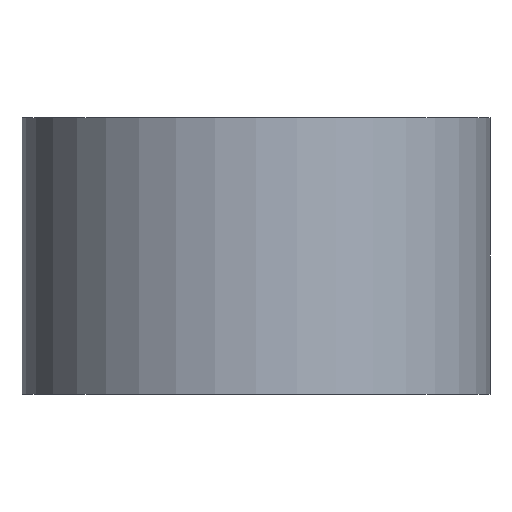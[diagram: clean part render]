
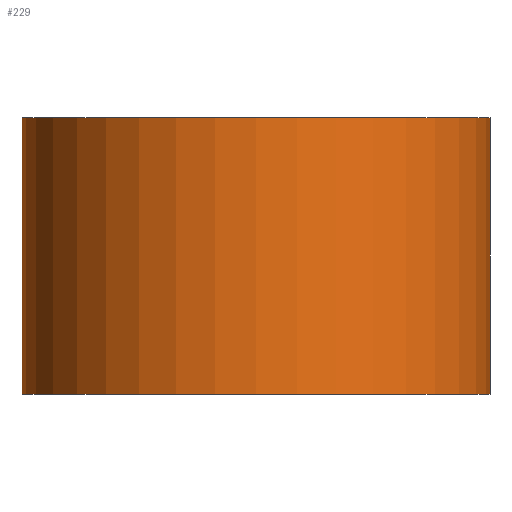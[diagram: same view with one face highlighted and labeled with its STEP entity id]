
A CAD part, front view. The second image highlights one B-rep face of the part: STEP entity #229.
In plain terms, the highlighted cylindrical face has radius 25.4 mm (diameter 50.8 mm), a full revolution.
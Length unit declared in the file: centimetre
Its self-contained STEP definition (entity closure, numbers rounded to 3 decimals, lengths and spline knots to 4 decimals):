
#52=VERTEX_POINT('',#372);
#54=VERTEX_POINT('',#377);
#72=CIRCLE('',#257,2.54);
#74=CIRCLE('',#260,2.54);
#92=EDGE_CURVE('',#52,#52,#72,.T.);
#94=EDGE_CURVE('',#54,#54,#74,.T.);
#122=ORIENTED_EDGE('',*,*,#92,.T.);
#123=ORIENTED_EDGE('',*,*,#94,.T.);
#162=EDGE_LOOP('',(#122));
#163=EDGE_LOOP('',(#123));
#202=FACE_BOUND('',#162,.T.);
#203=FACE_BOUND('',#163,.T.);
#229=ADVANCED_FACE('',(#202,#203),#398,.T.);
#257=AXIS2_PLACEMENT_3D('',#371,#309,#310);
#259=AXIS2_PLACEMENT_3D('',#375,#313,#314);
#260=AXIS2_PLACEMENT_3D('',#376,#315,#316);
#309=DIRECTION('',(0.,0.,-1.));
#310=DIRECTION('',(2.54,0.,0.));
#313=DIRECTION('',(0.,0.,1.));
#314=DIRECTION('',(2.54,0.,0.));
#315=DIRECTION('',(0.,0.,1.));
#316=DIRECTION('',(2.54,0.,0.));
#371=CARTESIAN_POINT('',(0.,0.,3.));
#372=CARTESIAN_POINT('',(2.54,0.,3.));
#375=CARTESIAN_POINT('',(0.,0.,0.));
#376=CARTESIAN_POINT('',(0.,0.,0.));
#377=CARTESIAN_POINT('',(2.54,0.,0.));
#398=CYLINDRICAL_SURFACE('',#259,2.54);
